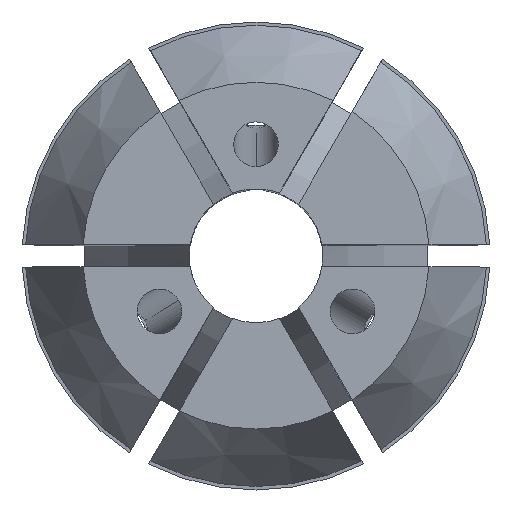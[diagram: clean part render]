
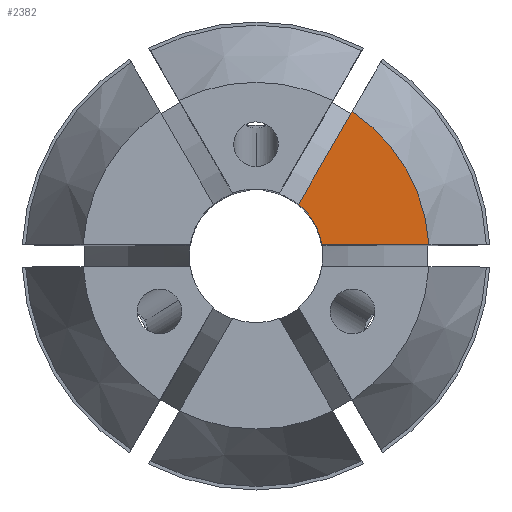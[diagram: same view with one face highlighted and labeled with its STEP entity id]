
A CAD part, top view. The second image highlights one B-rep face of the part: STEP entity #2382.
In plain terms, the highlighted planar face has unit normal (0, 0, 1).
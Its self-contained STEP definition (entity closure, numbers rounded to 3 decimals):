
#35 = AXIS2_PLACEMENT_3D ( 'NONE', #1230, #2082, #1769 ) ;
#146 = DIRECTION ( 'NONE',  ( 0., 0., 1. ) ) ;
#364 = DIRECTION ( 'NONE',  ( 1., 0., 0. ) ) ;
#506 = ORIENTED_EDGE ( 'NONE', *, *, #1621, .F. ) ;
#793 = CARTESIAN_POINT ( 'NONE',  ( 3.801, 5.584, 31.5 ) ) ;
#849 = FACE_OUTER_BOUND ( 'NONE', #2837, .T. ) ;
#1165 = CARTESIAN_POINT ( 'NONE',  ( 0., 0., 31.5 ) ) ;
#1230 = CARTESIAN_POINT ( 'NONE',  ( 0., 0., 31.5 ) ) ;
#1254 = ORIENTED_EDGE ( 'NONE', *, *, #2475, .F. ) ;
#1335 = DIRECTION ( 'NONE',  ( -1., 0., 0. ) ) ;
#1427 = AXIS2_PLACEMENT_3D ( 'NONE', #2490, #146, #2781 ) ;
#1428 = EDGE_CURVE ( 'NONE', #3661, #2234, #3560, .T. ) ;
#1468 = CARTESIAN_POINT ( 'NONE',  ( 7.762, 0.5, 31.5 ) ) ;
#1621 = EDGE_CURVE ( 'NONE', #2463, #3661, #1663, .T. ) ;
#1663 = LINE ( 'NONE', #3000, #2685 ) ;
#1697 = VECTOR ( 'NONE', #2265, 1000. ) ;
#1715 = CARTESIAN_POINT ( 'NONE',  ( 1.912, 2.312, 31.5 ) ) ;
#1769 = DIRECTION ( 'NONE',  ( -1., 0., 0. ) ) ;
#1883 = PLANE ( 'NONE',  #1427 ) ;
#1913 = AXIS2_PLACEMENT_3D ( 'NONE', #1165, #2371, #364 ) ;
#1981 = CARTESIAN_POINT ( 'NONE',  ( 2.958, 0.5, 31.5 ) ) ;
#2082 = DIRECTION ( 'NONE',  ( 0., 0., -1. ) ) ;
#2172 = CIRCLE ( 'NONE', #35, 7.778 ) ;
#2234 = VERTEX_POINT ( 'NONE', #1715 ) ;
#2265 = DIRECTION ( 'NONE',  ( 0.5, 0.866, 0. ) ) ;
#2371 = DIRECTION ( 'NONE',  ( 0., 0., 1. ) ) ;
#2382 = ADVANCED_FACE ( 'NONE', ( #849 ), #1883, .T. ) ;
#2463 = VERTEX_POINT ( 'NONE', #1468 ) ;
#2475 = EDGE_CURVE ( 'NONE', #3783, #2463, #2172, .T. ) ;
#2490 = CARTESIAN_POINT ( 'NONE',  ( 0., 7.778, 31.5 ) ) ;
#2685 = VECTOR ( 'NONE', #1335, 1000. ) ;
#2747 = ORIENTED_EDGE ( 'NONE', *, *, #1428, .F. ) ;
#2781 = DIRECTION ( 'NONE',  ( 1., 0., 0. ) ) ;
#2837 = EDGE_LOOP ( 'NONE', ( #3464, #2747, #506, #1254 ) ) ;
#3000 = CARTESIAN_POINT ( 'NONE',  ( 0., 0.5, 31.5 ) ) ;
#3233 = LINE ( 'NONE', #793, #1697 ) ;
#3464 = ORIENTED_EDGE ( 'NONE', *, *, #3633, .F. ) ;
#3484 = CARTESIAN_POINT ( 'NONE',  ( 4.314, 6.472, 31.5 ) ) ;
#3560 = CIRCLE ( 'NONE', #1913, 3. ) ;
#3633 = EDGE_CURVE ( 'NONE', #2234, #3783, #3233, .T. ) ;
#3661 = VERTEX_POINT ( 'NONE', #1981 ) ;
#3783 = VERTEX_POINT ( 'NONE', #3484 ) ;
